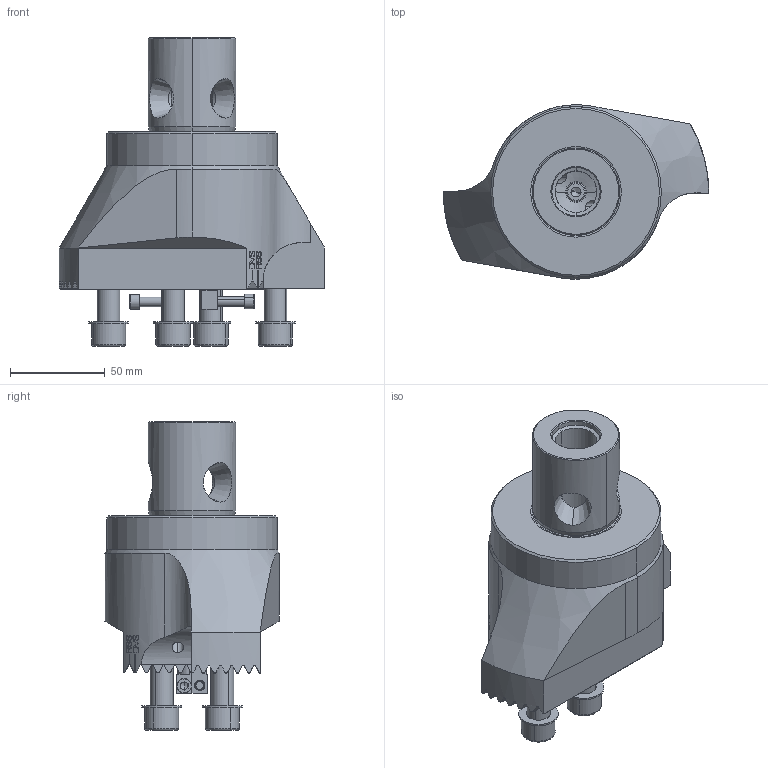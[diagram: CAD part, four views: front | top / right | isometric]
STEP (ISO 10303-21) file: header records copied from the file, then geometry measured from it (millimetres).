
FILE_DESCRIPTION(('no description'),'unknown implementation level');
FILE_NAME('26854EC3-029D-4751-B35A-A8656AAEB793_export.stp',' ',('CIMSOURCE GmbH'),('CADClick - KiM GmbH - www.kimweb.de'),'unknown preprocess','ACIS','unknown authorization');
FILE_SCHEMA(('automotive_design'));
Length unit declared in the file: millimetre
Products named in the file (13): 319.703N Kaiser SW148-176(203)xCKN7|690.197 Kaiser ETL M5x0.5x23 spez;Verrundung1; 319.703N Kaiser SW148-176(203)xCKN7|693.187 Kaiser ETL �13_21L_eingebaut;Rotation1; 319.703N Kaiser SW148-176(203)xCKN7|319.750 Kaiser ETL SW98;Fase5; 319.703N Kaiser SW148-176(203)xCKN7|690.970 Kaiser ETL M12x40_DIN 912 M12 x 20 --- 20C;Hex; 319.703N Kaiser SW148-176(203)xCKN7|319.734N Kaiser SW148xCKN7;RSS2; 319.703N Kaiser SW148-176(203)xCKN7|690.173 Kaiser ETL M6x30_DIN 912 M6 x 30;Hex
Bounding box: 140 x 92 x 162.9 mm (x, y, z)
Volume: 654943.2 mm3; surface area: 87403.1 mm2
Topology: 13 solids, 13 shells, 785 faces, 2024 edges, 1279 vertices
Faces by surface type: plane 295, cylinder 224, bspline 136, cone 98, torus 32
Entity records: 96853 total; most frequent: CARTESIAN_POINT 55873, STYLED_ITEM 4077, PRESENTATION_STYLE_ASSIGNMENT 4077, COLOUR_RGB 4077, ORIENTED_EDGE 4000, DIRECTION 3385, EDGE_CURVE 2000, CURVE_STYLE 2000
